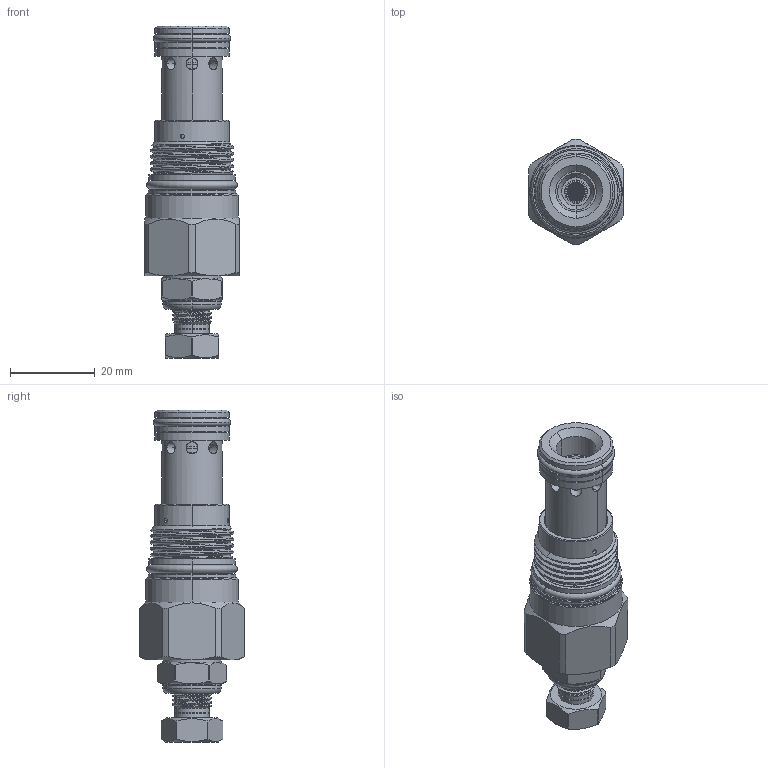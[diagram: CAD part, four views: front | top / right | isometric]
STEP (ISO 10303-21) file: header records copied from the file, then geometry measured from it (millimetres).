
FILE_DESCRIPTION (( 'STEP AP203' ), '1' );
FILE_NAME ('RP10A20-G.STEP', '2016-08-01T08:36:42', ( '' ), ( '' ), 'SwSTEP 2.0', 'SolidWorks 2012', '' );
FILE_SCHEMA (( 'CONFIG_CONTROL_DESIGN' ));
Products named in the file (1): RP10A20-G
Bounding box: 22.22 x 24.79 x 78.14 mm (x, y, z)
Volume: 18407 mm3; surface area: 7980.4 mm2
Topology: 4 solids, 4 shells, 703 faces, 2000 edges, 1269 vertices
Faces by surface type: cylinder 568, cone 53, plane 44, torus 26, bspline 8, sphere 4
Entity records: 53281 total; most frequent: CARTESIAN_POINT 36092, ORIENTED_EDGE 4000, DIRECTION 2679, EDGE_CURVE 2000, VERTEX_POINT 1269, EDGE_LOOP 1103, AXIS2_PLACEMENT_3D 1037, B_SPLINE_CURVE_WITH_KNOTS 962
